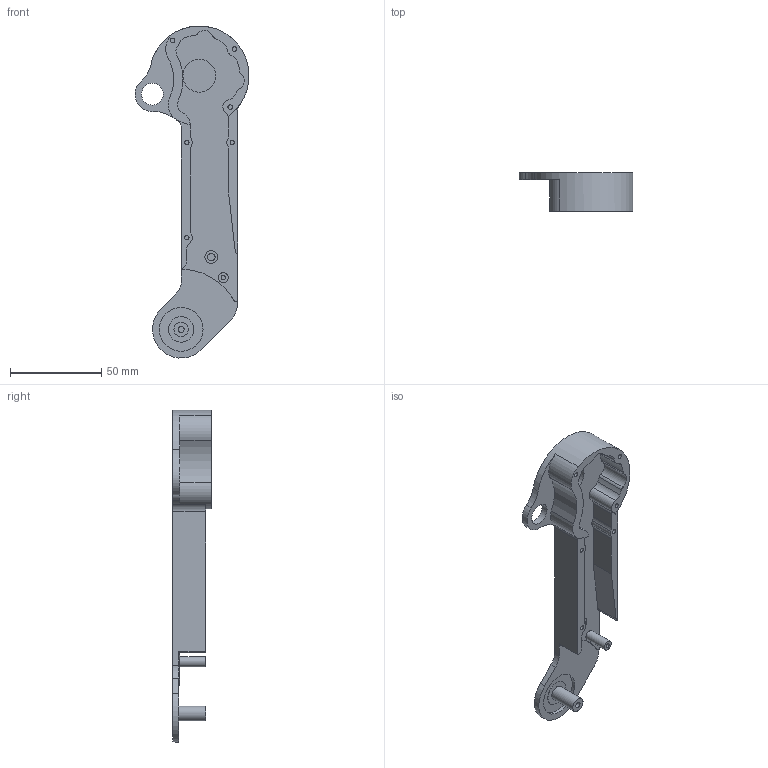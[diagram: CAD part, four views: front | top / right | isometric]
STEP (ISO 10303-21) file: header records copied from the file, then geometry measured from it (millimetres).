
FILE_DESCRIPTION(/* description */ (''),/* implementation_level */ '2;1');
FILE_NAME(/* name */ 'Right Arm Long.step',/* time_stamp */ '2024-08-27T08:49:06-07:00',/* author */ (''),/* organization */ (''),/* preprocessor_version */ 'ST-DEVELOPER v20',/* originating_system */ 'Autodesk Translation Framework v12.14.0.127',/* authorisation */ '');
FILE_SCHEMA (('AUTOMOTIVE_DESIGN { 1 0 10303 214 3 1 1 }'));
Length unit declared in the file: millimetre
Products named in the file (1): FusionComponent
Bounding box: 62.5 x 21.18 x 182.15 mm (x, y, z)
Volume: 44748 mm3; surface area: 25755.9 mm2
Topology: 1 solids, 1 shells, 102 faces, 254 edges, 169 vertices
Faces by surface type: cylinder 70, plane 32
Full cylindrical faces by diameter (mm): 2.4 x4, 2.5 x3, 3.3 x1, 4.2 x1, 5.46 x1, 7 x1, 7.95 x1, 12 x1, 14 x1, 18 x1, 24 x1
Entity records: 3160 total; most frequent: DIRECTION 606, CARTESIAN_POINT 526, ORIENTED_EDGE 508, EDGE_CURVE 254, AXIS2_PLACEMENT_3D 249, VERTEX_POINT 169, CIRCLE 146, EDGE_LOOP 119
